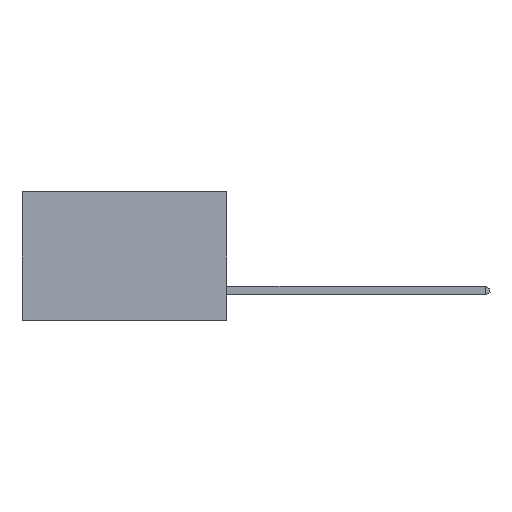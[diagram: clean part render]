
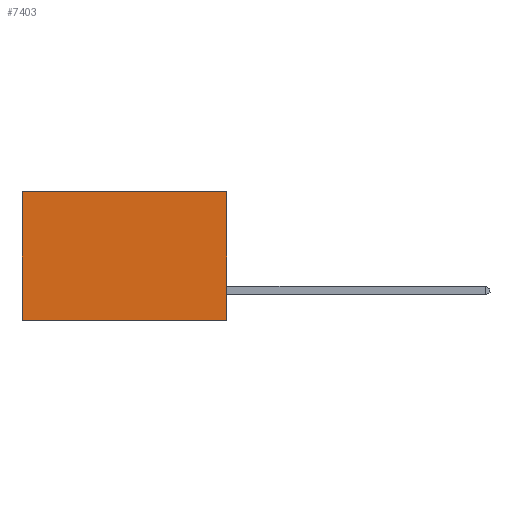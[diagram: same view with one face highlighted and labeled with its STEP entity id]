
A CAD part, left-side view. The second image highlights one B-rep face of the part: STEP entity #7403.
In plain terms, the highlighted planar face has unit normal (-1, 0, 0).
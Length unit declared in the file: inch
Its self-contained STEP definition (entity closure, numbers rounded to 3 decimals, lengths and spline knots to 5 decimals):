
#353 = EDGE_LOOP ( 'NONE', ( #7641, #7669, #7682, #7703 ) ) ;
#1316 = EDGE_CURVE ( 'NONE', #3612, #10953, #5753, .T. ) ;
#1317 = CARTESIAN_POINT ( 'NONE',  ( 0.277, 0., 0. ) ) ;
#1341 = EDGE_CURVE ( 'NONE', #4557, #3612, #12706, .T. ) ;
#1700 = PLANE ( 'NONE',  #2203 ) ;
#1794 = DIRECTION ( 'NONE',  ( 0., 1., 0. ) ) ;
#2055 = LINE ( 'NONE', #7084, #7008 ) ;
#2203 = AXIS2_PLACEMENT_3D ( 'NONE', #4083, #11540, #6073 ) ;
#2265 = EDGE_CURVE ( 'NONE', #4557, #6130, #5819, .T. ) ;
#2586 = EDGE_CURVE ( 'NONE', #6130, #10953, #2055, .T. ) ;
#2647 = CARTESIAN_POINT ( 'NONE',  ( 0.277, 0., -0.37 ) ) ;
#3016 = VECTOR ( 'NONE', #12876, 39.37008 ) ;
#3612 = VERTEX_POINT ( 'NONE', #2647 ) ;
#4083 = CARTESIAN_POINT ( 'NONE',  ( 0.277, 0., -0.37 ) ) ;
#4557 = VERTEX_POINT ( 'NONE', #1317 ) ;
#5134 = CARTESIAN_POINT ( 'NONE',  ( 0.277, 0., 0. ) ) ;
#5453 = VECTOR ( 'NONE', #1794, 39.37008 ) ;
#5753 = LINE ( 'NONE', #8116, #5453 ) ;
#5765 = CARTESIAN_POINT ( 'NONE',  ( 0.277, 0.59, 0. ) ) ;
#5819 = LINE ( 'NONE', #5134, #3016 ) ;
#6073 = DIRECTION ( 'NONE',  ( 0., 0., -1. ) ) ;
#6130 = VERTEX_POINT ( 'NONE', #5765 ) ;
#6824 = CARTESIAN_POINT ( 'NONE',  ( 0.277, 0., -0.37 ) ) ;
#6936 = FACE_OUTER_BOUND ( 'NONE', #353, .T. ) ;
#7008 = VECTOR ( 'NONE', #7601, 39.37008 ) ;
#7084 = CARTESIAN_POINT ( 'NONE',  ( 0.277, 0.59, -0.37 ) ) ;
#7403 = ADVANCED_FACE ( 'NONE', ( #6936 ), #1700, .F. ) ;
#7502 = CARTESIAN_POINT ( 'NONE',  ( 0.277, 0.59, -0.37 ) ) ;
#7601 = DIRECTION ( 'NONE',  ( 0., 0., -1. ) ) ;
#7641 = ORIENTED_EDGE ( 'NONE', *, *, #2586, .T. ) ;
#7669 = ORIENTED_EDGE ( 'NONE', *, *, #1316, .F. ) ;
#7682 = ORIENTED_EDGE ( 'NONE', *, *, #1341, .F. ) ;
#7703 = ORIENTED_EDGE ( 'NONE', *, *, #2265, .T. ) ;
#8116 = CARTESIAN_POINT ( 'NONE',  ( 0.277, 0., -0.37 ) ) ;
#8300 = DIRECTION ( 'NONE',  ( 0., 0., -1. ) ) ;
#9834 = VECTOR ( 'NONE', #8300, 39.37008 ) ;
#10953 = VERTEX_POINT ( 'NONE', #7502 ) ;
#11540 = DIRECTION ( 'NONE',  ( 1., 0., 0. ) ) ;
#12706 = LINE ( 'NONE', #6824, #9834 ) ;
#12876 = DIRECTION ( 'NONE',  ( 0., 1., 0. ) ) ;
